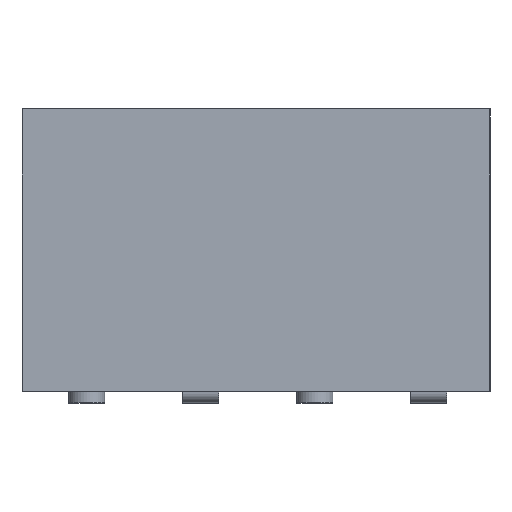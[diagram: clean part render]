
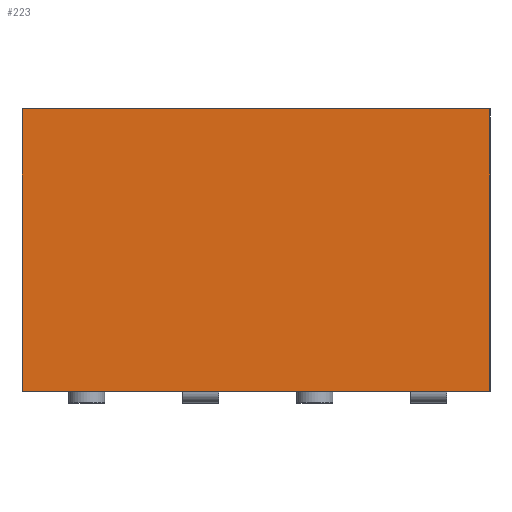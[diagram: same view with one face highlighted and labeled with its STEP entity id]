
A CAD part, top view. The second image highlights one B-rep face of the part: STEP entity #223.
In plain terms, the highlighted planar face has unit normal (0, 0, 1).
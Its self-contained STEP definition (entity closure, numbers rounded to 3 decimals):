
#54 = CARTESIAN_POINT ( 'NONE',  ( -5.21, 6.3, 1.25 ) ) ;
#79 = LINE ( 'NONE', #1442, #1050 ) ;
#191 = LINE ( 'NONE', #2554, #1610 ) ;
#223 = ADVANCED_FACE ( 'NONE', ( #1432 ), #1845, .F. ) ;
#423 = CARTESIAN_POINT ( 'NONE',  ( 5.21, 0., 1.25 ) ) ;
#715 = CARTESIAN_POINT ( 'NONE',  ( 5.21, 6.2, 1.25 ) ) ;
#802 = DIRECTION ( 'NONE',  ( 0., 0., -1. ) ) ;
#884 = ORIENTED_EDGE ( 'NONE', *, *, #3723, .T. ) ;
#1050 = VECTOR ( 'NONE', #2783, 1000. ) ;
#1136 = VECTOR ( 'NONE', #1652, 1000. ) ;
#1214 = VERTEX_POINT ( 'NONE', #423 ) ;
#1344 = LINE ( 'NONE', #715, #2300 ) ;
#1374 = EDGE_CURVE ( 'NONE', #2729, #1214, #191, .T. ) ;
#1432 = FACE_OUTER_BOUND ( 'NONE', #1508, .T. ) ;
#1442 = CARTESIAN_POINT ( 'NONE',  ( -5.21, 6.2, 1.25 ) ) ;
#1508 = EDGE_LOOP ( 'NONE', ( #3836, #4049, #884, #3769 ) ) ;
#1525 = EDGE_CURVE ( 'NONE', #2821, #1214, #1344, .T. ) ;
#1610 = VECTOR ( 'NONE', #2585, 1000. ) ;
#1652 = DIRECTION ( 'NONE',  ( -1., 0., 0. ) ) ;
#1656 = EDGE_CURVE ( 'NONE', #2235, #2729, #79, .T. ) ;
#1845 = PLANE ( 'NONE',  #4280 ) ;
#1986 = LINE ( 'NONE', #4235, #1136 ) ;
#2235 = VERTEX_POINT ( 'NONE', #54 ) ;
#2300 = VECTOR ( 'NONE', #3659, 1000. ) ;
#2554 = CARTESIAN_POINT ( 'NONE',  ( -5.21, 0., 1.25 ) ) ;
#2585 = DIRECTION ( 'NONE',  ( 1., 0., 0. ) ) ;
#2729 = VERTEX_POINT ( 'NONE', #3885 ) ;
#2783 = DIRECTION ( 'NONE',  ( 0., -1., 0. ) ) ;
#2800 = DIRECTION ( 'NONE',  ( -1., 0., 0. ) ) ;
#2821 = VERTEX_POINT ( 'NONE', #3402 ) ;
#3402 = CARTESIAN_POINT ( 'NONE',  ( 5.21, 6.3, 1.25 ) ) ;
#3659 = DIRECTION ( 'NONE',  ( 0., -1., 0. ) ) ;
#3723 = EDGE_CURVE ( 'NONE', #2821, #2235, #1986, .T. ) ;
#3769 = ORIENTED_EDGE ( 'NONE', *, *, #1656, .T. ) ;
#3773 = CARTESIAN_POINT ( 'NONE',  ( -5.21, 6.2, 1.25 ) ) ;
#3836 = ORIENTED_EDGE ( 'NONE', *, *, #1374, .T. ) ;
#3885 = CARTESIAN_POINT ( 'NONE',  ( -5.21, 0., 1.25 ) ) ;
#4049 = ORIENTED_EDGE ( 'NONE', *, *, #1525, .F. ) ;
#4235 = CARTESIAN_POINT ( 'NONE',  ( 5.21, 6.3, 1.25 ) ) ;
#4280 = AXIS2_PLACEMENT_3D ( 'NONE', #3773, #802, #2800 ) ;
